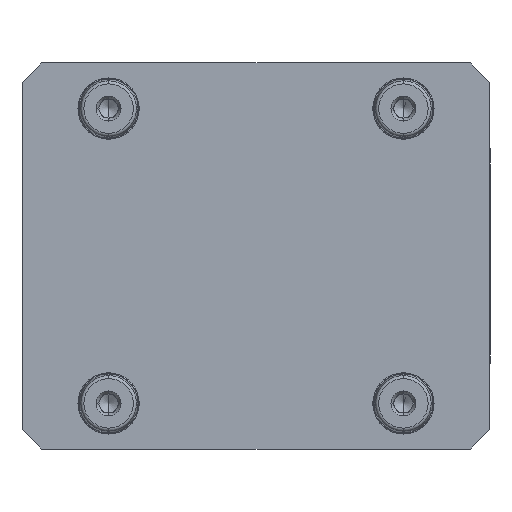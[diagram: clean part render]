
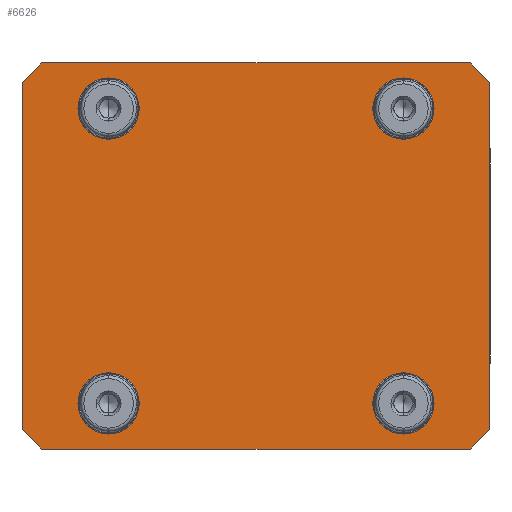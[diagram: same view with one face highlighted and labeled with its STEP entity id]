
A CAD part, front view. The second image highlights one B-rep face of the part: STEP entity #6626.
In plain terms, the highlighted planar face has unit normal (0, -1, 0).
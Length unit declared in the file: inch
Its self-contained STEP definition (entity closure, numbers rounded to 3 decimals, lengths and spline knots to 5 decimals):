
#194 = ORIENTED_EDGE ( 'NONE', *, *, #23237, .F. ) ;
#1276 = CARTESIAN_POINT ( 'NONE',  ( -1.88976, 0., 1.57441 ) ) ;
#2279 = CARTESIAN_POINT ( 'NONE',  ( -3., 0., -2.475 ) ) ;
#2761 = EDGE_CURVE ( 'NONE', #24992, #29353, #25367, .T. ) ;
#2807 = DIRECTION ( 'NONE',  ( 0., 0., -1. ) ) ;
#3032 = LINE ( 'NONE', #38517, #11146 ) ;
#3139 = DIRECTION ( 'NONE',  ( -0.707, 0., 0.707 ) ) ;
#3488 = ORIENTED_EDGE ( 'NONE', *, *, #28840, .F. ) ;
#3916 = CARTESIAN_POINT ( 'NONE',  ( -1.88976, 0., 2.20511 ) ) ;
#4386 = ORIENTED_EDGE ( 'NONE', *, *, #11720, .F. ) ;
#4575 = AXIS2_PLACEMENT_3D ( 'NONE', #30937, #16145, #34807 ) ;
#4657 = CIRCLE ( 'NONE', #41698, 0.31535 ) ;
#5414 = VERTEX_POINT ( 'NONE', #12157 ) ;
#5472 = VERTEX_POINT ( 'NONE', #1276 ) ;
#5565 = EDGE_LOOP ( 'NONE', ( #40204, #43947 ) ) ;
#5596 = ORIENTED_EDGE ( 'NONE', *, *, #42559, .F. ) ;
#6204 = CARTESIAN_POINT ( 'NONE',  ( -2.75, 0., 2.475 ) ) ;
#6626 = ADVANCED_FACE ( 'NONE', ( #14165, #25114, #40683, #27412, #26249 ), #7350, .F. ) ;
#7071 = EDGE_LOOP ( 'NONE', ( #28629, #194 ) ) ;
#7106 = EDGE_CURVE ( 'NONE', #31974, #36089, #25068, .T. ) ;
#7350 = PLANE ( 'NONE',  #10219 ) ;
#7549 = DIRECTION ( 'NONE',  ( 0.707, 0., 0.707 ) ) ;
#8834 = EDGE_CURVE ( 'NONE', #18938, #28758, #21459, .T. ) ;
#8895 = ORIENTED_EDGE ( 'NONE', *, *, #30520, .T. ) ;
#8918 = AXIS2_PLACEMENT_3D ( 'NONE', #20197, #16958, #23903 ) ;
#9304 = DIRECTION ( 'NONE',  ( 0.707, 0., -0.707 ) ) ;
#9990 = AXIS2_PLACEMENT_3D ( 'NONE', #11108, #37159, #36851 ) ;
#10219 = AXIS2_PLACEMENT_3D ( 'NONE', #47799, #10768, #14172 ) ;
#10768 = DIRECTION ( 'NONE',  ( 0., 1., 0. ) ) ;
#11108 = CARTESIAN_POINT ( 'NONE',  ( 1.88976, 0., -1.88976 ) ) ;
#11109 = CIRCLE ( 'NONE', #8918, 0.31535 ) ;
#11146 = VECTOR ( 'NONE', #31113, 39.37008 ) ;
#11220 = AXIS2_PLACEMENT_3D ( 'NONE', #41978, #37257, #19905 ) ;
#11373 = DIRECTION ( 'NONE',  ( 1., 0., 0. ) ) ;
#11535 = CARTESIAN_POINT ( 'NONE',  ( -3., 0., 2.475 ) ) ;
#11720 = EDGE_CURVE ( 'NONE', #36757, #36089, #32762, .T. ) ;
#11829 = EDGE_CURVE ( 'NONE', #44734, #37485, #16636, .T. ) ;
#12157 = CARTESIAN_POINT ( 'NONE',  ( -3., 0., -2.225 ) ) ;
#12277 = CARTESIAN_POINT ( 'NONE',  ( -1.88976, 0., 1.88976 ) ) ;
#12362 = CARTESIAN_POINT ( 'NONE',  ( 2.75, 0., 2.475 ) ) ;
#12455 = CIRCLE ( 'NONE', #18699, 0.31535 ) ;
#12725 = CARTESIAN_POINT ( 'NONE',  ( -3., 0., -2.225 ) ) ;
#12812 = CARTESIAN_POINT ( 'NONE',  ( -1.88976, 0., -2.20511 ) ) ;
#13106 = CARTESIAN_POINT ( 'NONE',  ( -1.88976, 0., -1.57441 ) ) ;
#13365 = CIRCLE ( 'NONE', #11220, 0.31535 ) ;
#13733 = CARTESIAN_POINT ( 'NONE',  ( -3., 0., 2.225 ) ) ;
#13977 = EDGE_CURVE ( 'NONE', #37485, #44734, #13365, .T. ) ;
#14165 = FACE_BOUND ( 'NONE', #37860, .T. ) ;
#14172 = DIRECTION ( 'NONE',  ( 0., 0., 1. ) ) ;
#14316 = EDGE_LOOP ( 'NONE', ( #43051, #31367 ) ) ;
#14877 = CARTESIAN_POINT ( 'NONE',  ( 1.88976, 0., -1.57441 ) ) ;
#16142 = DIRECTION ( 'NONE',  ( 0., 0., -1. ) ) ;
#16145 = DIRECTION ( 'NONE',  ( 0., -1., 0. ) ) ;
#16402 = VERTEX_POINT ( 'NONE', #13733 ) ;
#16474 = VERTEX_POINT ( 'NONE', #46406 ) ;
#16574 = DIRECTION ( 'NONE',  ( 0., 0., 1. ) ) ;
#16636 = CIRCLE ( 'NONE', #46598, 0.31535 ) ;
#16958 = DIRECTION ( 'NONE',  ( 0., -1., 0. ) ) ;
#18529 = DIRECTION ( 'NONE',  ( 0., -1., 0. ) ) ;
#18699 = AXIS2_PLACEMENT_3D ( 'NONE', #45717, #42511, #16574 ) ;
#18926 = CARTESIAN_POINT ( 'NONE',  ( 2.75, 0., -2.475 ) ) ;
#18938 = VERTEX_POINT ( 'NONE', #24697 ) ;
#19905 = DIRECTION ( 'NONE',  ( 0., 0., 1. ) ) ;
#20197 = CARTESIAN_POINT ( 'NONE',  ( -1.88976, 0., 1.88976 ) ) ;
#20638 = LINE ( 'NONE', #21648, #38451 ) ;
#21459 = CIRCLE ( 'NONE', #33147, 0.31535 ) ;
#21648 = CARTESIAN_POINT ( 'NONE',  ( -2.75, 0., 2.475 ) ) ;
#21906 = CARTESIAN_POINT ( 'NONE',  ( 3., 0., 2.225 ) ) ;
#21966 = EDGE_CURVE ( 'NONE', #38765, #31904, #22159, .T. ) ;
#22111 = EDGE_LOOP ( 'NONE', ( #3488, #8895, #5596, #27600, #4386, #44798, #35021, #27541 ) ) ;
#22159 = CIRCLE ( 'NONE', #4575, 0.31535 ) ;
#22746 = CARTESIAN_POINT ( 'NONE',  ( 2.75, 0., -2.475 ) ) ;
#23237 = EDGE_CURVE ( 'NONE', #26885, #5472, #4657, .T. ) ;
#23650 = CARTESIAN_POINT ( 'NONE',  ( 1.88976, 0., 2.20511 ) ) ;
#23903 = DIRECTION ( 'NONE',  ( 0., 0., -1. ) ) ;
#24573 = VECTOR ( 'NONE', #31813, 39.37008 ) ;
#24697 = CARTESIAN_POINT ( 'NONE',  ( 1.88976, 0., 1.57441 ) ) ;
#24992 = VERTEX_POINT ( 'NONE', #6204 ) ;
#25068 = LINE ( 'NONE', #22746, #41808 ) ;
#25114 = FACE_BOUND ( 'NONE', #14316, .T. ) ;
#25343 = DIRECTION ( 'NONE',  ( -0.707, 0., -0.707 ) ) ;
#25367 = LINE ( 'NONE', #11535, #44979 ) ;
#26249 = FACE_OUTER_BOUND ( 'NONE', #22111, .T. ) ;
#26348 = CIRCLE ( 'NONE', #9990, 0.31535 ) ;
#26539 = ORIENTED_EDGE ( 'NONE', *, *, #39279, .F. ) ;
#26875 = LINE ( 'NONE', #2279, #24573 ) ;
#26885 = VERTEX_POINT ( 'NONE', #3916 ) ;
#27412 = FACE_BOUND ( 'NONE', #7071, .T. ) ;
#27541 = ORIENTED_EDGE ( 'NONE', *, *, #37764, .T. ) ;
#27600 = ORIENTED_EDGE ( 'NONE', *, *, #7106, .T. ) ;
#28134 = VECTOR ( 'NONE', #2807, 39.37008 ) ;
#28243 = EDGE_CURVE ( 'NONE', #36757, #29353, #45918, .T. ) ;
#28629 = ORIENTED_EDGE ( 'NONE', *, *, #44833, .F. ) ;
#28758 = VERTEX_POINT ( 'NONE', #23650 ) ;
#28840 = EDGE_CURVE ( 'NONE', #5414, #16402, #26875, .T. ) ;
#29030 = VECTOR ( 'NONE', #9304, 39.37008 ) ;
#29353 = VERTEX_POINT ( 'NONE', #12362 ) ;
#30520 = EDGE_CURVE ( 'NONE', #5414, #16474, #34786, .T. ) ;
#30937 = CARTESIAN_POINT ( 'NONE',  ( 1.88976, 0., -1.88976 ) ) ;
#31113 = DIRECTION ( 'NONE',  ( -1., 0., 0. ) ) ;
#31367 = ORIENTED_EDGE ( 'NONE', *, *, #11829, .F. ) ;
#31813 = DIRECTION ( 'NONE',  ( 0., 0., 1. ) ) ;
#31904 = VERTEX_POINT ( 'NONE', #14877 ) ;
#31974 = VERTEX_POINT ( 'NONE', #18926 ) ;
#32652 = DIRECTION ( 'NONE',  ( 0., -1., 0. ) ) ;
#32762 = LINE ( 'NONE', #36035, #28134 ) ;
#33147 = AXIS2_PLACEMENT_3D ( 'NONE', #41064, #18529, #33318 ) ;
#33288 = CARTESIAN_POINT ( 'NONE',  ( -1.88976, 0., -1.88976 ) ) ;
#33318 = DIRECTION ( 'NONE',  ( 0., 0., 1. ) ) ;
#34786 = LINE ( 'NONE', #12725, #29030 ) ;
#34807 = DIRECTION ( 'NONE',  ( 0., 0., -1. ) ) ;
#35021 = ORIENTED_EDGE ( 'NONE', *, *, #2761, .F. ) ;
#36035 = CARTESIAN_POINT ( 'NONE',  ( 3., 0., -2.475 ) ) ;
#36089 = VERTEX_POINT ( 'NONE', #45246 ) ;
#36757 = VERTEX_POINT ( 'NONE', #40329 ) ;
#36851 = DIRECTION ( 'NONE',  ( 0., 0., -1. ) ) ;
#37159 = DIRECTION ( 'NONE',  ( 0., -1., 0. ) ) ;
#37257 = DIRECTION ( 'NONE',  ( 0., -1., 0. ) ) ;
#37485 = VERTEX_POINT ( 'NONE', #12812 ) ;
#37764 = EDGE_CURVE ( 'NONE', #24992, #16402, #20638, .T. ) ;
#37860 = EDGE_LOOP ( 'NONE', ( #46316, #26539 ) ) ;
#38220 = EDGE_CURVE ( 'NONE', #31904, #38765, #26348, .T. ) ;
#38451 = VECTOR ( 'NONE', #25343, 39.37008 ) ;
#38517 = CARTESIAN_POINT ( 'NONE',  ( -3., 0., -2.475 ) ) ;
#38765 = VERTEX_POINT ( 'NONE', #43026 ) ;
#39279 = EDGE_CURVE ( 'NONE', #28758, #18938, #12455, .T. ) ;
#40204 = ORIENTED_EDGE ( 'NONE', *, *, #21966, .F. ) ;
#40329 = CARTESIAN_POINT ( 'NONE',  ( 3., 0., 2.225 ) ) ;
#40683 = FACE_BOUND ( 'NONE', #5565, .T. ) ;
#41064 = CARTESIAN_POINT ( 'NONE',  ( 1.88976, 0., 1.88976 ) ) ;
#41698 = AXIS2_PLACEMENT_3D ( 'NONE', #12277, #41765, #16142 ) ;
#41765 = DIRECTION ( 'NONE',  ( 0., -1., 0. ) ) ;
#41808 = VECTOR ( 'NONE', #7549, 39.37008 ) ;
#41978 = CARTESIAN_POINT ( 'NONE',  ( -1.88976, 0., -1.88976 ) ) ;
#42511 = DIRECTION ( 'NONE',  ( 0., -1., 0. ) ) ;
#42559 = EDGE_CURVE ( 'NONE', #31974, #16474, #3032, .T. ) ;
#43026 = CARTESIAN_POINT ( 'NONE',  ( 1.88976, 0., -2.20511 ) ) ;
#43051 = ORIENTED_EDGE ( 'NONE', *, *, #13977, .F. ) ;
#43947 = ORIENTED_EDGE ( 'NONE', *, *, #38220, .F. ) ;
#44270 = DIRECTION ( 'NONE',  ( 0., 0., 1. ) ) ;
#44734 = VERTEX_POINT ( 'NONE', #13106 ) ;
#44798 = ORIENTED_EDGE ( 'NONE', *, *, #28243, .T. ) ;
#44833 = EDGE_CURVE ( 'NONE', #5472, #26885, #11109, .T. ) ;
#44979 = VECTOR ( 'NONE', #11373, 39.37008 ) ;
#45246 = CARTESIAN_POINT ( 'NONE',  ( 3., 0., -2.225 ) ) ;
#45381 = VECTOR ( 'NONE', #3139, 39.37008 ) ;
#45717 = CARTESIAN_POINT ( 'NONE',  ( 1.88976, 0., 1.88976 ) ) ;
#45918 = LINE ( 'NONE', #21906, #45381 ) ;
#46316 = ORIENTED_EDGE ( 'NONE', *, *, #8834, .F. ) ;
#46406 = CARTESIAN_POINT ( 'NONE',  ( -2.75, 0., -2.475 ) ) ;
#46598 = AXIS2_PLACEMENT_3D ( 'NONE', #33288, #32652, #44270 ) ;
#47799 = CARTESIAN_POINT ( 'NONE',  ( 0., 0., 0. ) ) ;
